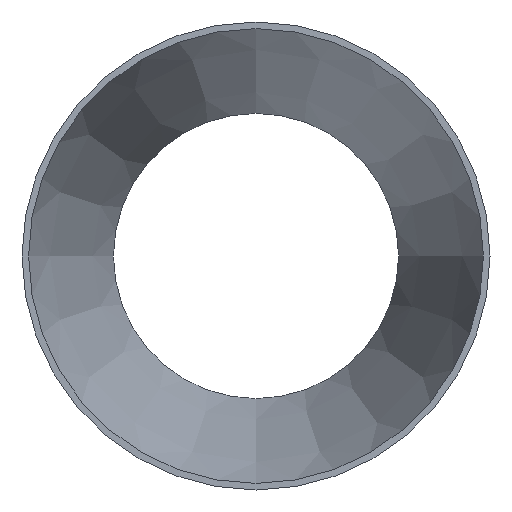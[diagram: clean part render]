
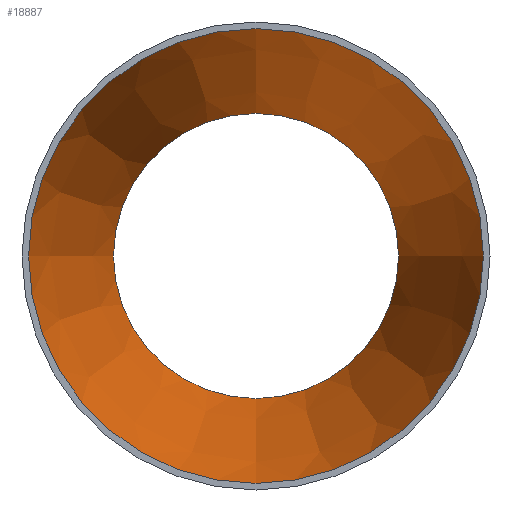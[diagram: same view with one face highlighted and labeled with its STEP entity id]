
A CAD part, front view. The second image highlights one B-rep face of the part: STEP entity #18887.
In plain terms, the highlighted conical face has half-angle 14.638 degrees and reference radius 106.449 mm.
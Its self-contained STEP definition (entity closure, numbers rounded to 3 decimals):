
#1573 = CARTESIAN_POINT ( 'NONE',  ( 0., 152., -66.749 ) ) ;
#1863 = DIRECTION ( 'NONE',  ( 0., -1., 0. ) ) ;
#2298 = CIRCLE ( 'NONE', #30670, 106.449 ) ;
#3589 = EDGE_CURVE ( 'NONE', #32929, #32929, #2298, .T. ) ;
#4205 = VERTEX_POINT ( 'NONE', #1573 ) ;
#4539 = AXIS2_PLACEMENT_3D ( 'NONE', #27593, #7768, #13225 ) ;
#5739 = CONICAL_SURFACE ( 'NONE', #20782, 106.449, 0.255 ) ;
#7768 = DIRECTION ( 'NONE',  ( 0., -1., 0. ) ) ;
#10903 = EDGE_LOOP ( 'NONE', ( #32515 ) ) ;
#13225 = DIRECTION ( 'NONE',  ( 0., 0., -1. ) ) ;
#14925 = EDGE_LOOP ( 'NONE', ( #32188 ) ) ;
#18887 = ADVANCED_FACE ( 'NONE', ( #36657, #25255 ), #5739, .F. ) ;
#20782 = AXIS2_PLACEMENT_3D ( 'NONE', #30766, #1863, #36273 ) ;
#25255 = FACE_OUTER_BOUND ( 'NONE', #10903, .T. ) ;
#27593 = CARTESIAN_POINT ( 'NONE',  ( 0., 152., 0. ) ) ;
#28044 = CIRCLE ( 'NONE', #4539, 66.749 ) ;
#28117 = DIRECTION ( 'NONE',  ( 0., -1., 0. ) ) ;
#28478 = CARTESIAN_POINT ( 'NONE',  ( 0., 0., 0. ) ) ;
#30670 = AXIS2_PLACEMENT_3D ( 'NONE', #28478, #28117, #34364 ) ;
#30766 = CARTESIAN_POINT ( 'NONE',  ( 0., 0., 0. ) ) ;
#31541 = EDGE_CURVE ( 'NONE', #4205, #4205, #28044, .T. ) ;
#32188 = ORIENTED_EDGE ( 'NONE', *, *, #31541, .F. ) ;
#32515 = ORIENTED_EDGE ( 'NONE', *, *, #3589, .T. ) ;
#32929 = VERTEX_POINT ( 'NONE', #36166 ) ;
#34364 = DIRECTION ( 'NONE',  ( 0., 0., -1. ) ) ;
#36166 = CARTESIAN_POINT ( 'NONE',  ( 0., 0., -106.449 ) ) ;
#36273 = DIRECTION ( 'NONE',  ( 0., 0., -1. ) ) ;
#36657 = FACE_BOUND ( 'NONE', #14925, .T. ) ;
